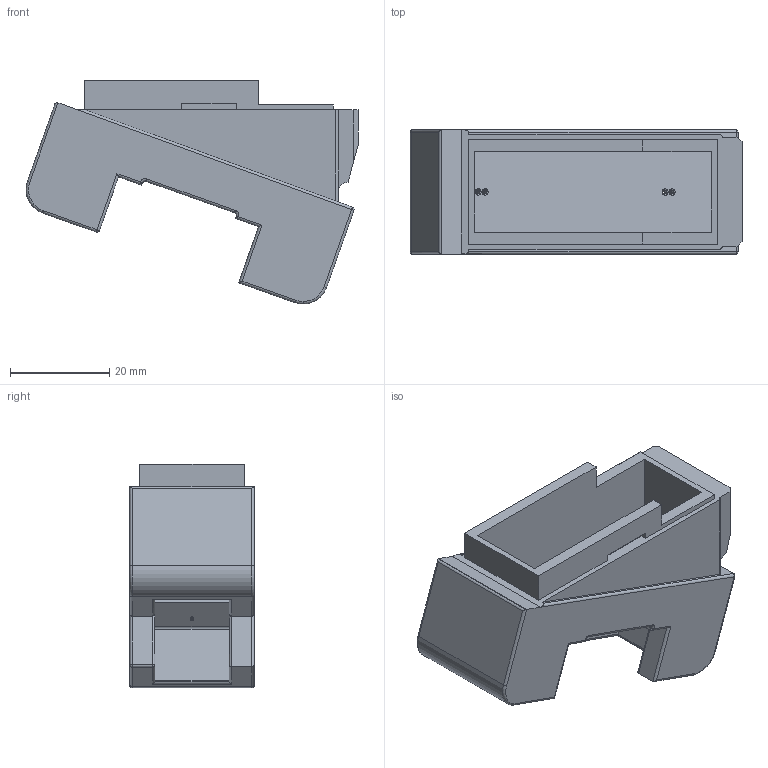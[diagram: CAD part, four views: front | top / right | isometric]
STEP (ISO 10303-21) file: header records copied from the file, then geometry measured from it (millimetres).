
FILE_DESCRIPTION (( 'STEP AP203' ), '1' );
FILE_NAME ('top.STEP', '2025-10-27T14:29:11', ( '' ), ( '' ), 'SwSTEP 2.0', 'SolidWorks 2025', '' );
FILE_SCHEMA (( 'CONFIG_CONTROL_DESIGN' ));
Length unit declared in the file: millimetre
Products named in the file (1): top
Bounding box: 66.95 x 25.1 x 45.16 mm (x, y, z)
Volume: 21237.6 mm3; surface area: 12437.2 mm2
Topology: 1 solids, 1 shells, 142 faces, 355 edges, 210 vertices
Faces by surface type: cylinder 62, plane 54, torus 18, sphere 8
Entity records: 4198 total; most frequent: CARTESIAN_POINT 770, DIRECTION 723, ORIENTED_EDGE 694, EDGE_CURVE 347, AXIS2_PLACEMENT_3D 257, VECTOR 209, LINE 209, VERTEX_POINT 208
